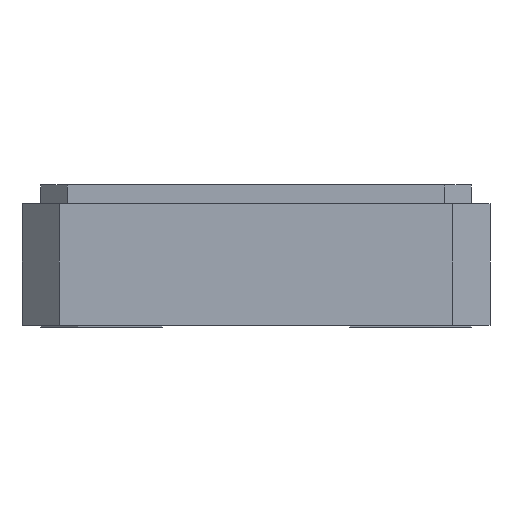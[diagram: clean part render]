
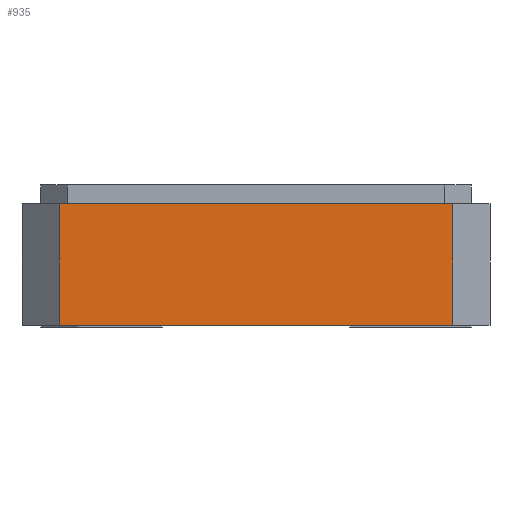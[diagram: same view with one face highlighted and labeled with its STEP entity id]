
A CAD part, left-side view. The second image highlights one B-rep face of the part: STEP entity #935.
In plain terms, the highlighted planar face has unit normal (-1, 0, 0).
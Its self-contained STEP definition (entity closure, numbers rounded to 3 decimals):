
#645 = EDGE_CURVE('',#646,#648,#650,.T.);
#646 = VERTEX_POINT('',#647);
#647 = CARTESIAN_POINT('',(-1.6,1.05,0.));
#648 = VERTEX_POINT('',#649);
#649 = CARTESIAN_POINT('',(-1.6,-1.05,0.));
#650 = LINE('',#651,#652);
#651 = CARTESIAN_POINT('',(-1.6,-1.05,0.));
#652 = VECTOR('',#653,1.);
#653 = DIRECTION('',(0.,-1.,0.));
#801 = EDGE_CURVE('',#802,#804,#806,.T.);
#802 = VERTEX_POINT('',#803);
#803 = CARTESIAN_POINT('',(-1.6,1.05,0.65));
#804 = VERTEX_POINT('',#805);
#805 = CARTESIAN_POINT('',(-1.6,-1.05,0.65));
#806 = LINE('',#807,#808);
#807 = CARTESIAN_POINT('',(-1.6,-1.05,0.65));
#808 = VECTOR('',#809,1.);
#809 = DIRECTION('',(0.,-1.,0.));
#935 = ADVANCED_FACE('',(#936),#952,.F.);
#936 = FACE_BOUND('',#937,.T.);
#937 = EDGE_LOOP('',(#938,#939,#945,#946));
#938 = ORIENTED_EDGE('',*,*,#645,.T.);
#939 = ORIENTED_EDGE('',*,*,#940,.F.);
#940 = EDGE_CURVE('',#804,#648,#941,.T.);
#941 = LINE('',#942,#943);
#942 = CARTESIAN_POINT('',(-1.6,-1.05,0.65));
#943 = VECTOR('',#944,1.);
#944 = DIRECTION('',(-0.,0.,-1.));
#945 = ORIENTED_EDGE('',*,*,#801,.F.);
#946 = ORIENTED_EDGE('',*,*,#947,.T.);
#947 = EDGE_CURVE('',#802,#646,#948,.T.);
#948 = LINE('',#949,#950);
#949 = CARTESIAN_POINT('',(-1.6,1.05,0.65));
#950 = VECTOR('',#951,1.);
#951 = DIRECTION('',(-0.,0.,-1.));
#952 = PLANE('',#953);
#953 = AXIS2_PLACEMENT_3D('',#954,#955,#956);
#954 = CARTESIAN_POINT('',(-1.6,-1.05,0.65));
#955 = DIRECTION('',(1.,0.,0.));
#956 = DIRECTION('',(0.,1.,0.));
